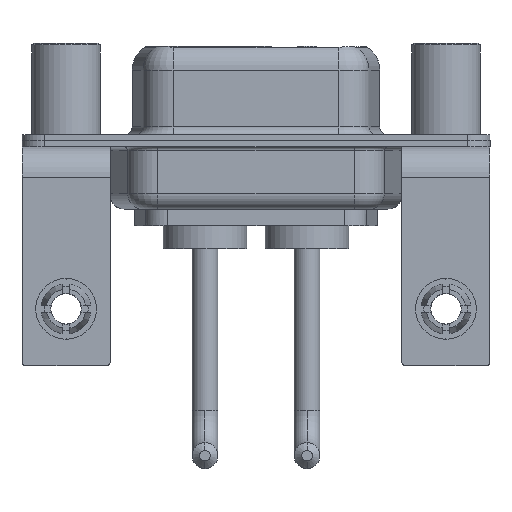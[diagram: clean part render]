
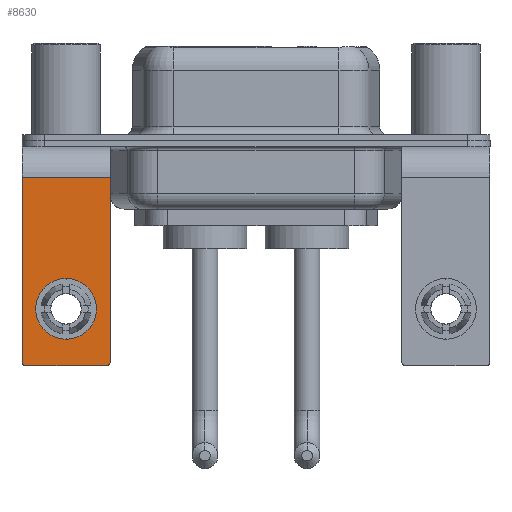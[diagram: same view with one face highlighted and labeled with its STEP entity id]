
A CAD part, front view. The second image highlights one B-rep face of the part: STEP entity #8630.
In plain terms, the highlighted planar face has unit normal (0, -1, 0).
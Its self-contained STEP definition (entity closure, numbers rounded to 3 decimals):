
#332 = DIRECTION ( 'NONE',  ( 0., 0., 1. ) ) ;
#541 = VECTOR ( 'NONE', #4981, 1000. ) ;
#987 = VECTOR ( 'NONE', #11399, 1000. ) ;
#1508 = EDGE_CURVE ( 'NONE', #11925, #11780, #12341, .T. ) ;
#1526 = LINE ( 'NONE', #13080, #9666 ) ;
#1609 = AXIS2_PLACEMENT_3D ( 'NONE', #9075, #2574, #8989 ) ;
#1700 = DIRECTION ( 'NONE',  ( -1., 0., 0. ) ) ;
#1701 = CIRCLE ( 'NONE', #11257, 0.25 ) ;
#2037 = CARTESIAN_POINT ( 'NONE',  ( 0., -6.25, -13.07 ) ) ;
#2204 = ORIENTED_EDGE ( 'NONE', *, *, #11488, .T. ) ;
#2409 = VERTEX_POINT ( 'NONE', #4424 ) ;
#2533 = EDGE_CURVE ( 'NONE', #5552, #5203, #1701, .T. ) ;
#2574 = DIRECTION ( 'NONE',  ( 0., 1., 0. ) ) ;
#3535 = CARTESIAN_POINT ( 'NONE',  ( 2.9, -6.25, -2.4 ) ) ;
#3679 = DIRECTION ( 'NONE',  ( 0., 0., 1. ) ) ;
#3852 = CARTESIAN_POINT ( 'NONE',  ( 0., -6.25, -11.07 ) ) ;
#4265 = CARTESIAN_POINT ( 'NONE',  ( 0., -6.25, -9.07 ) ) ;
#4424 = CARTESIAN_POINT ( 'NONE',  ( -2.65, -6.25, -14.8 ) ) ;
#4523 = ORIENTED_EDGE ( 'NONE', *, *, #1508, .T. ) ;
#4613 = CIRCLE ( 'NONE', #1609, 2. ) ;
#4981 = DIRECTION ( 'NONE',  ( 0., 0., -1. ) ) ;
#5203 = VERTEX_POINT ( 'NONE', #5624 ) ;
#5242 = FACE_OUTER_BOUND ( 'NONE', #13804, .T. ) ;
#5463 = CARTESIAN_POINT ( 'NONE',  ( -2.9, -6.25, -14.55 ) ) ;
#5552 = VERTEX_POINT ( 'NONE', #16728 ) ;
#5624 = CARTESIAN_POINT ( 'NONE',  ( 2.9, -6.25, -14.55 ) ) ;
#5634 = EDGE_CURVE ( 'NONE', #5552, #2409, #1526, .T. ) ;
#5713 = CIRCLE ( 'NONE', #6556, 0.25 ) ;
#6423 = FACE_BOUND ( 'NONE', #9048, .T. ) ;
#6556 = AXIS2_PLACEMENT_3D ( 'NONE', #15388, #14022, #3679 ) ;
#6606 = ORIENTED_EDGE ( 'NONE', *, *, #2533, .T. ) ;
#6838 = ORIENTED_EDGE ( 'NONE', *, *, #12369, .T. ) ;
#6893 = ORIENTED_EDGE ( 'NONE', *, *, #5634, .F. ) ;
#8002 = DIRECTION ( 'NONE',  ( 0., -1., 0. ) ) ;
#8231 = LINE ( 'NONE', #10982, #10815 ) ;
#8366 = EDGE_CURVE ( 'NONE', #11862, #10020, #8231, .T. ) ;
#8551 = EDGE_CURVE ( 'NONE', #11862, #5203, #15254, .T. ) ;
#8630 = ADVANCED_FACE ( 'NONE', ( #6423, #5242 ), #16838, .F. ) ;
#8989 = DIRECTION ( 'NONE',  ( 0., 0., 1. ) ) ;
#9048 = EDGE_LOOP ( 'NONE', ( #4523, #11770 ) ) ;
#9058 = DIRECTION ( 'NONE',  ( 0., 1., 0. ) ) ;
#9075 = CARTESIAN_POINT ( 'NONE',  ( 0., -6.25, -11.07 ) ) ;
#9286 = VERTEX_POINT ( 'NONE', #5463 ) ;
#9552 = ORIENTED_EDGE ( 'NONE', *, *, #8366, .T. ) ;
#9666 = VECTOR ( 'NONE', #1700, 1000. ) ;
#10020 = VERTEX_POINT ( 'NONE', #11172 ) ;
#10279 = AXIS2_PLACEMENT_3D ( 'NONE', #14387, #11910, #11651 ) ;
#10494 = CARTESIAN_POINT ( 'NONE',  ( 2.65, -6.25, -14.55 ) ) ;
#10815 = VECTOR ( 'NONE', #16266, 1000. ) ;
#10875 = CARTESIAN_POINT ( 'NONE',  ( -2.9, -6.25, -2.4 ) ) ;
#10982 = CARTESIAN_POINT ( 'NONE',  ( 2.9, -6.25, -2.4 ) ) ;
#11172 = CARTESIAN_POINT ( 'NONE',  ( -2.9, -6.25, -2.4 ) ) ;
#11246 = EDGE_CURVE ( 'NONE', #11780, #11925, #4613, .T. ) ;
#11257 = AXIS2_PLACEMENT_3D ( 'NONE', #10494, #8002, #332 ) ;
#11399 = DIRECTION ( 'NONE',  ( 0., 0., -1. ) ) ;
#11488 = EDGE_CURVE ( 'NONE', #9286, #2409, #5713, .T. ) ;
#11651 = DIRECTION ( 'NONE',  ( 0., 0., 1. ) ) ;
#11770 = ORIENTED_EDGE ( 'NONE', *, *, #11246, .T. ) ;
#11780 = VERTEX_POINT ( 'NONE', #4265 ) ;
#11862 = VERTEX_POINT ( 'NONE', #16688 ) ;
#11910 = DIRECTION ( 'NONE',  ( 0., 1., 0. ) ) ;
#11925 = VERTEX_POINT ( 'NONE', #2037 ) ;
#12178 = LINE ( 'NONE', #10875, #541 ) ;
#12341 = CIRCLE ( 'NONE', #14519, 2. ) ;
#12369 = EDGE_CURVE ( 'NONE', #10020, #9286, #12178, .T. ) ;
#12724 = ORIENTED_EDGE ( 'NONE', *, *, #8551, .F. ) ;
#13080 = CARTESIAN_POINT ( 'NONE',  ( 2.9, -6.25, -14.8 ) ) ;
#13082 = DIRECTION ( 'NONE',  ( 0., 0., 1. ) ) ;
#13804 = EDGE_LOOP ( 'NONE', ( #6838, #2204, #6893, #6606, #12724, #9552 ) ) ;
#14022 = DIRECTION ( 'NONE',  ( 0., -1., 0. ) ) ;
#14387 = CARTESIAN_POINT ( 'NONE',  ( 2.9, -6.25, -2.4 ) ) ;
#14519 = AXIS2_PLACEMENT_3D ( 'NONE', #3852, #9058, #13082 ) ;
#15254 = LINE ( 'NONE', #3535, #987 ) ;
#15388 = CARTESIAN_POINT ( 'NONE',  ( -2.65, -6.25, -14.55 ) ) ;
#16266 = DIRECTION ( 'NONE',  ( -1., 0., 0. ) ) ;
#16688 = CARTESIAN_POINT ( 'NONE',  ( 2.9, -6.25, -2.4 ) ) ;
#16728 = CARTESIAN_POINT ( 'NONE',  ( 2.65, -6.25, -14.8 ) ) ;
#16838 = PLANE ( 'NONE',  #10279 ) ;
